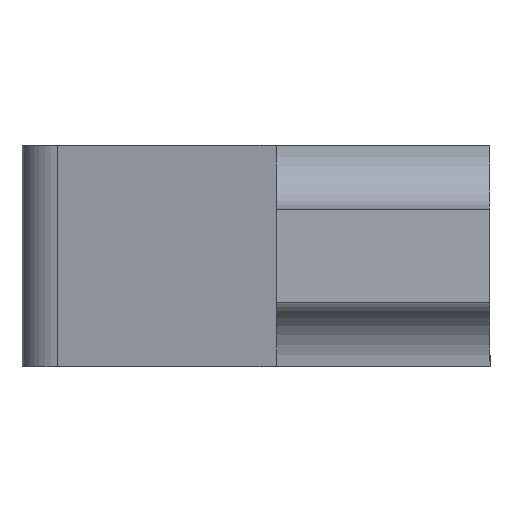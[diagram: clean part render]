
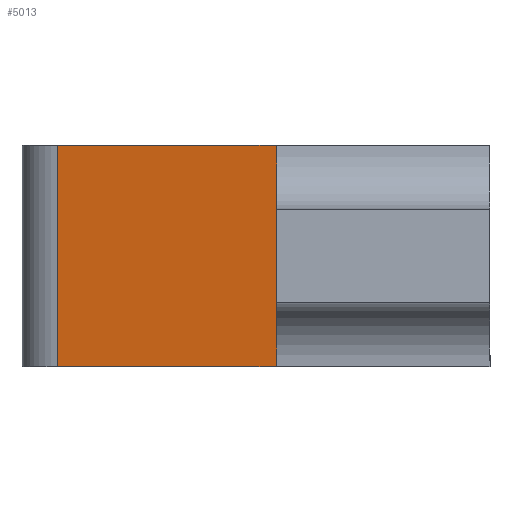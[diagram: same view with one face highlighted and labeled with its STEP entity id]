
A CAD part, left-side view. The second image highlights one B-rep face of the part: STEP entity #5013.
In plain terms, the highlighted planar face has unit normal (-0.986, 0.164, 0).
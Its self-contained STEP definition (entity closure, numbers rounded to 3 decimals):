
#180 = CARTESIAN_POINT ( 'NONE',  ( -0.55, 0.7, 0.41 ) ) ;
#989 = CARTESIAN_POINT ( 'NONE',  ( -0.55, 0.7, 0.15 ) ) ;
#1024 = VERTEX_POINT ( 'NONE', #3054 ) ;
#1292 = VECTOR ( 'NONE', #8702, 1000. ) ;
#1715 = CARTESIAN_POINT ( 'NONE',  ( -0.55, 0.7, -0.11 ) ) ;
#1754 = ORIENTED_EDGE ( 'NONE', *, *, #4361, .T. ) ;
#2082 = VERTEX_POINT ( 'NONE', #6346 ) ;
#2672 = LINE ( 'NONE', #1715, #4549 ) ;
#3034 = VECTOR ( 'NONE', #5803, 1000. ) ;
#3054 = CARTESIAN_POINT ( 'NONE',  ( -0.65, 0.1, 0.41 ) ) ;
#4318 = DIRECTION ( 'NONE',  ( -0.164, -0.986, 0. ) ) ;
#4361 = EDGE_CURVE ( 'NONE', #2082, #1024, #10999, .T. ) ;
#4549 = VECTOR ( 'NONE', #8776, 1000. ) ;
#4573 = CARTESIAN_POINT ( 'NONE',  ( -0.564, 0.617, 0.41 ) ) ;
#4782 = CARTESIAN_POINT ( 'NONE',  ( -0.564, 0.617, 0.15 ) ) ;
#5013 = ADVANCED_FACE ( 'NONE', ( #11298 ), #5214, .T. ) ;
#5214 = PLANE ( 'NONE',  #7426 ) ;
#5803 = DIRECTION ( 'NONE',  ( 0., 0., -1. ) ) ;
#5971 = EDGE_CURVE ( 'NONE', #9278, #12846, #9059, .T. ) ;
#6346 = CARTESIAN_POINT ( 'NONE',  ( -0.65, 0.1, -0.11 ) ) ;
#6635 = LINE ( 'NONE', #180, #9864 ) ;
#7426 = AXIS2_PLACEMENT_3D ( 'NONE', #989, #8262, #11422 ) ;
#8102 = EDGE_CURVE ( 'NONE', #2082, #12846, #2672, .T. ) ;
#8262 = DIRECTION ( 'NONE',  ( -0.986, 0.164, 0. ) ) ;
#8342 = ORIENTED_EDGE ( 'NONE', *, *, #8102, .F. ) ;
#8702 = DIRECTION ( 'NONE',  ( 0., 0., 1. ) ) ;
#8707 = CARTESIAN_POINT ( 'NONE',  ( -0.564, 0.617, -0.11 ) ) ;
#8776 = DIRECTION ( 'NONE',  ( 0.164, 0.986, 0. ) ) ;
#8843 = CARTESIAN_POINT ( 'NONE',  ( -0.65, 0.1, -0.11 ) ) ;
#9059 = LINE ( 'NONE', #4782, #3034 ) ;
#9278 = VERTEX_POINT ( 'NONE', #4573 ) ;
#9652 = EDGE_CURVE ( 'NONE', #9278, #1024, #6635, .T. ) ;
#9864 = VECTOR ( 'NONE', #4318, 1000. ) ;
#10999 = LINE ( 'NONE', #8843, #1292 ) ;
#11298 = FACE_OUTER_BOUND ( 'NONE', #12142, .T. ) ;
#11330 = ORIENTED_EDGE ( 'NONE', *, *, #9652, .F. ) ;
#11422 = DIRECTION ( 'NONE',  ( 0., 0., -1. ) ) ;
#11649 = ORIENTED_EDGE ( 'NONE', *, *, #5971, .T. ) ;
#12142 = EDGE_LOOP ( 'NONE', ( #11330, #11649, #8342, #1754 ) ) ;
#12846 = VERTEX_POINT ( 'NONE', #8707 ) ;
